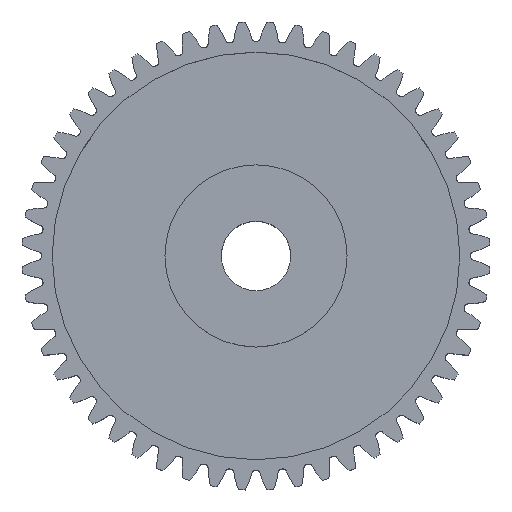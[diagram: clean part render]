
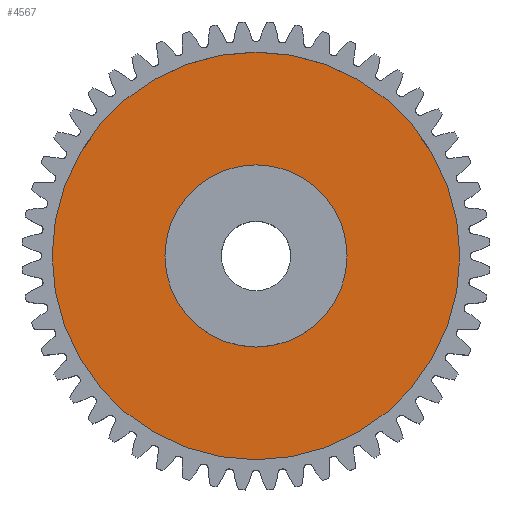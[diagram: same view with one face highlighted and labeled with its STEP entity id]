
A CAD part, top view. The second image highlights one B-rep face of the part: STEP entity #4567.
In plain terms, the highlighted planar face has unit normal (0, 0, 1).
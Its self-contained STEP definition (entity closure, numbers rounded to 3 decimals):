
#3838 = EDGE_CURVE ( 'NONE', #3863, #3842, #10611, .T. ) ;
#3842 = VERTEX_POINT ( 'NONE', #10612 ) ;
#3863 = VERTEX_POINT ( 'NONE', #10743 ) ;
#4352 = VERTEX_POINT ( 'NONE', #11461 ) ;
#4355 = VERTEX_POINT ( 'NONE', #11466 ) ;
#4417 = EDGE_CURVE ( 'NONE', #4352, #4355, #11327, .T. ) ;
#4489 = EDGE_CURVE ( 'NONE', #4355, #4352, #11633, .T. ) ;
#4490 = EDGE_LOOP ( 'NONE', ( #4494, #4495 ) ) ;
#4494 = ORIENTED_EDGE ( 'NONE', *, *, #4417, .T. ) ;
#4495 = ORIENTED_EDGE ( 'NONE', *, *, #4489, .T. ) ;
#4499 = EDGE_CURVE ( 'NONE', #3842, #3863, #11628, .T. ) ;
#4502 = EDGE_LOOP ( 'NONE', ( #4569, #4568 ) ) ;
#4567 = ADVANCED_FACE ( 'NONE', ( #11707, #11695 ), #11688, .F. ) ;
#4568 = ORIENTED_EDGE ( 'NONE', *, *, #3838, .F. ) ;
#4569 = ORIENTED_EDGE ( 'NONE', *, *, #4499, .F. ) ;
#10611 = CIRCLE ( 'NONE', #10712, 23.5 ) ;
#10612 = CARTESIAN_POINT ( 'NONE',  ( -23.5, 0., 6.8 ) ) ;
#10703 = DIRECTION ( 'NONE',  ( -1., 0., 0. ) ) ;
#10704 = DIRECTION ( 'NONE',  ( 0., 0., -1. ) ) ;
#10708 = CARTESIAN_POINT ( 'NONE',  ( 0., 0., 6.8 ) ) ;
#10712 = AXIS2_PLACEMENT_3D ( 'NONE', #10708, #10704, #10703 ) ;
#10743 = CARTESIAN_POINT ( 'NONE',  ( 23.5, 0., 6.8 ) ) ;
#11309 = DIRECTION ( 'NONE',  ( -1., 0., 0. ) ) ;
#11310 = DIRECTION ( 'NONE',  ( 0., 0., -1. ) ) ;
#11311 = AXIS2_PLACEMENT_3D ( 'NONE', #11325, #11310, #11309 ) ;
#11325 = CARTESIAN_POINT ( 'NONE',  ( 0., 0., 6.8 ) ) ;
#11327 = CIRCLE ( 'NONE', #11311, 10.5 ) ;
#11461 = CARTESIAN_POINT ( 'NONE',  ( -10.5, 0., 6.8 ) ) ;
#11466 = CARTESIAN_POINT ( 'NONE',  ( 10.5, 0., 6.8 ) ) ;
#11614 = AXIS2_PLACEMENT_3D ( 'NONE', #11618, #11634, #11626 ) ;
#11618 = CARTESIAN_POINT ( 'NONE',  ( 0., 0., 6.8 ) ) ;
#11622 = DIRECTION ( 'NONE',  ( -1., 0., 0. ) ) ;
#11623 = DIRECTION ( 'NONE',  ( 0., 0., -1. ) ) ;
#11624 = CARTESIAN_POINT ( 'NONE',  ( 0., 0., 6.8 ) ) ;
#11626 = DIRECTION ( 'NONE',  ( -1., 0., 0. ) ) ;
#11628 = CIRCLE ( 'NONE', #11614, 23.5 ) ;
#11633 = CIRCLE ( 'NONE', #11641, 10.5 ) ;
#11634 = DIRECTION ( 'NONE',  ( 0., 0., -1. ) ) ;
#11641 = AXIS2_PLACEMENT_3D ( 'NONE', #11624, #11623, #11622 ) ;
#11680 = DIRECTION ( 'NONE',  ( 0., 0., -1. ) ) ;
#11681 = CARTESIAN_POINT ( 'NONE',  ( 0., 0., 6.8 ) ) ;
#11688 = PLANE ( 'NONE',  #11689 ) ;
#11689 = AXIS2_PLACEMENT_3D ( 'NONE', #11681, #11680, #11738 ) ;
#11695 = FACE_OUTER_BOUND ( 'NONE', #4502, .T. ) ;
#11707 = FACE_BOUND ( 'NONE', #4490, .T. ) ;
#11738 = DIRECTION ( 'NONE',  ( -1., 0., 0. ) ) ;
